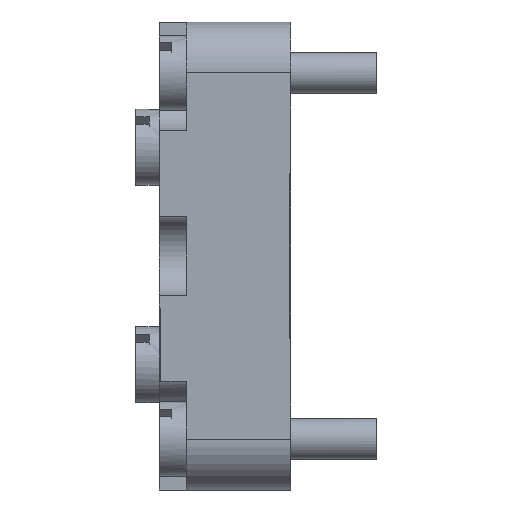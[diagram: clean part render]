
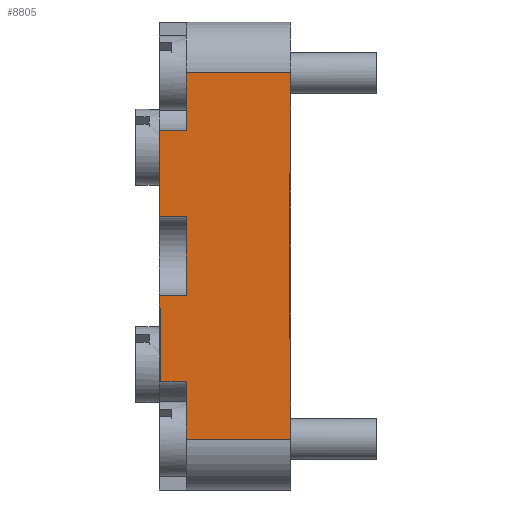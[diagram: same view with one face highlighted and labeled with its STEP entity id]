
A CAD part, left-side view. The second image highlights one B-rep face of the part: STEP entity #8805.
In plain terms, the highlighted free-form (B-spline) face has degree [1, 1] with [2, 2] control points.
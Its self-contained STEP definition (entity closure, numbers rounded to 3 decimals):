
#8161=CARTESIAN_POINT('V89',(-32.25,0.1,
   -6.1));
#8162=VERTEX_POINT('V89',#8161);
#8168=CARTESIAN_POINT('V106',(-32.25,0.,
   -6.1));
#8169=VERTEX_POINT('V106',#8168);
#8170=CARTESIAN_POINT('E134',(-32.25,0.,
   -6.1));
#8171=CARTESIAN_POINT('E134',(-32.25,0.1,
   -6.1));
#8172=QUASI_UNIFORM_CURVE('E134',1,(#8170,#8171),.POLYLINE_FORM.,.F.,
   .U.);
#8173=EDGE_CURVE('E134',#8169,#8162,#8172,.T.);
#8189=CARTESIAN_POINT('V105',(-32.25,0.,
   -13.5));
#8190=VERTEX_POINT('V105',#8189);
#8191=CARTESIAN_POINT('E133',(-32.25,0.,
   -6.1));
#8192=CARTESIAN_POINT('E133',(-32.25,0.,
   -13.5));
#8193=B_SPLINE_CURVE_WITH_KNOTS('E133',1,(#8191,#8192),
   .POLYLINE_FORM.,.F.,.U.,(2,2),(0.726,1.0),
   .UNSPECIFIED.);
#8194=EDGE_CURVE('E133',#8169,#8190,#8193,.T.);
#8268=CARTESIAN_POINT('V104',(-32.25,7.7,
   -13.5));
#8269=VERTEX_POINT('V104',#8268);
#8291=CARTESIAN_POINT('E132',(-32.25,0.,
   -13.5));
#8292=CARTESIAN_POINT('E132',(-32.25,7.7,
   -13.5));
#8293=B_SPLINE_CURVE_WITH_KNOTS('E132',1,(#8291,#8292),
   .POLYLINE_FORM.,.F.,.U.,(2,2),(0.0,0.794),
   .UNSPECIFIED.);
#8294=EDGE_CURVE('E132',#8190,#8269,#8293,.T.);
#8304=CARTESIAN_POINT('V98',(-32.25,7.7,
   -2.9));
#8305=VERTEX_POINT('V98',#8304);
#8306=CARTESIAN_POINT('V97',(-32.25,7.7,
   2.9));
#8307=VERTEX_POINT('V97',#8306);
#8323=CARTESIAN_POINT('E125',(-32.25,7.7,
   2.9));
#8324=CARTESIAN_POINT('E125',(-32.25,7.7,
   -2.9));
#8325=QUASI_UNIFORM_CURVE('E125',1,(#8323,#8324),.POLYLINE_FORM.,.F.,
   .U.);
#8326=EDGE_CURVE('E125',#8307,#8305,#8325,.T.);
#8349=CARTESIAN_POINT('V99',(-32.25,9.7,
   -2.9));
#8350=VERTEX_POINT('V99',#8349);
#8351=CARTESIAN_POINT('E126',(-32.25,7.7,
   -2.9));
#8352=CARTESIAN_POINT('E126',(-32.25,9.7,
   -2.9));
#8353=QUASI_UNIFORM_CURVE('E126',1,(#8351,#8352),.POLYLINE_FORM.,.F.,
   .U.);
#8354=EDGE_CURVE('E126',#8305,#8350,#8353,.T.);
#8357=CARTESIAN_POINT('V96',(-32.25,9.7,
   2.9));
#8358=VERTEX_POINT('V96',#8357);
#8359=CARTESIAN_POINT('E124',(-32.25,9.7,
   2.9));
#8360=CARTESIAN_POINT('E124',(-32.25,7.7,
   2.9));
#8361=QUASI_UNIFORM_CURVE('E124',1,(#8359,#8360),.POLYLINE_FORM.,.F.,
   .U.);
#8362=EDGE_CURVE('E124',#8358,#8307,#8361,.T.);
#8617=CARTESIAN_POINT('V93',(-32.25,7.7,
   13.5));
#8618=VERTEX_POINT('V93',#8617);
#8619=CARTESIAN_POINT('V94',(-32.25,7.7,
   9.25));
#8620=VERTEX_POINT('V94',#8619);
#8621=CARTESIAN_POINT('E121',(-32.25,7.7,
   13.5));
#8622=CARTESIAN_POINT('E121',(-32.25,7.7,
   9.25));
#8623=QUASI_UNIFORM_CURVE('E121',1,(#8621,#8622),.POLYLINE_FORM.,.F.,
   .U.);
#8624=EDGE_CURVE('E121',#8618,#8620,#8623,.T.);
#8696=CARTESIAN_POINT('V92',(-32.25,0.,
   13.5));
#8697=VERTEX_POINT('V92',#8696);
#8698=CARTESIAN_POINT('E120',(-32.25,0.,
   13.5));
#8699=CARTESIAN_POINT('E120',(-32.25,7.7,
   13.5));
#8700=B_SPLINE_CURVE_WITH_KNOTS('E120',1,(#8698,#8699),
   .POLYLINE_FORM.,.F.,.U.,(2,2),(0.0,0.794),
   .UNSPECIFIED.);
#8701=EDGE_CURVE('E120',#8697,#8618,#8700,.T.);
#8726=CARTESIAN_POINT('F34',(-32.25,9.7,
   13.5));
#8727=CARTESIAN_POINT('F34',(-32.25,9.7,
   -13.5));
#8728=CARTESIAN_POINT('F34',(-32.25,0.,
   13.5));
#8729=CARTESIAN_POINT('F34',(-32.25,0.,
   -13.5));
#8730=B_SPLINE_SURFACE_WITH_KNOTS('F34',1,1,((#8726,#8728),(#8727,
   #8729)),.PLANE_SURF.,.F.,.F.,.U.,(2,2),(2,2),(0.0,
   2.784),(0.0,1.0),.UNSPECIFIED.);
#8731=CARTESIAN_POINT('V90',(-32.25,0.1,
   6.1));
#8732=VERTEX_POINT('V90',#8731);
#8733=CARTESIAN_POINT('E117',(-32.25,0.1,
   -6.1));
#8734=CARTESIAN_POINT('E117',(-32.25,0.1,
   6.1));
#8735=B_SPLINE_CURVE_WITH_KNOTS('E117',1,(#8733,#8734),
   .POLYLINE_FORM.,.F.,.U.,(2,2),(0.0,122.0),.UNSPECIFIED.);
#8736=EDGE_CURVE('E117',#8162,#8732,#8735,.T.);
#8737=ORIENTED_EDGE('E117',*,*,#8736,.T.);
#8738=CARTESIAN_POINT('V91',(-32.25,0.,
   6.1));
#8739=VERTEX_POINT('V91',#8738);
#8740=CARTESIAN_POINT('E118',(-32.25,0.1,
   6.1));
#8741=CARTESIAN_POINT('E118',(-32.25,0.,
   6.1));
#8742=QUASI_UNIFORM_CURVE('E118',1,(#8740,#8741),.POLYLINE_FORM.,.F.,
   .U.);
#8743=EDGE_CURVE('E118',#8732,#8739,#8742,.T.);
#8744=ORIENTED_EDGE('E118',*,*,#8743,.T.);
#8745=CARTESIAN_POINT('E119',(-32.25,0.,
   13.5));
#8746=CARTESIAN_POINT('E119',(-32.25,0.,
   6.1));
#8747=B_SPLINE_CURVE_WITH_KNOTS('E119',1,(#8745,#8746),
   .POLYLINE_FORM.,.F.,.U.,(2,2),(0.0,0.274),
   .UNSPECIFIED.);
#8748=EDGE_CURVE('E119',#8697,#8739,#8747,.T.);
#8749=ORIENTED_EDGE('E119',*,*,#8748,.F.);
#8750=ORIENTED_EDGE('E120',*,*,#8701,.T.);
#8751=ORIENTED_EDGE('E121',*,*,#8624,.T.);
#8752=CARTESIAN_POINT('V95',(-32.25,9.7,
   9.25));
#8753=VERTEX_POINT('V95',#8752);
#8754=CARTESIAN_POINT('E122',(-32.25,7.7,
   9.25));
#8755=CARTESIAN_POINT('E122',(-32.25,9.7,
   9.25));
#8756=QUASI_UNIFORM_CURVE('E122',1,(#8754,#8755),.POLYLINE_FORM.,.F.,
   .U.);
#8757=EDGE_CURVE('E122',#8620,#8753,#8756,.T.);
#8758=ORIENTED_EDGE('E122',*,*,#8757,.T.);
#8759=CARTESIAN_POINT('E123',(-32.25,9.7,
   2.9));
#8760=CARTESIAN_POINT('E123',(-32.25,9.7,
   9.25));
#8761=B_SPLINE_CURVE_WITH_KNOTS('E123',1,(#8759,#8760),
   .POLYLINE_FORM.,.F.,.U.,(2,2),(0.607,
   0.843),.UNSPECIFIED.);
#8762=EDGE_CURVE('E123',#8358,#8753,#8761,.T.);
#8763=ORIENTED_EDGE('E123',*,*,#8762,.F.);
#8764=ORIENTED_EDGE('E124',*,*,#8362,.T.);
#8765=ORIENTED_EDGE('F128',*,*,#8326,.T.);
#8766=ORIENTED_EDGE('E126',*,*,#8354,.T.);
#8767=CARTESIAN_POINT('V100',(-32.25,9.7,
   -3.85));
#8768=VERTEX_POINT('V100',#8767);
#8769=CARTESIAN_POINT('E127',(-32.25,9.7,
   -3.85));
#8770=CARTESIAN_POINT('E127',(-32.25,9.7,
   -2.9));
#8771=B_SPLINE_CURVE_WITH_KNOTS('E127',1,(#8769,#8770),
   .POLYLINE_FORM.,.F.,.U.,(2,2),(0.357,
   0.393),.UNSPECIFIED.);
#8772=EDGE_CURVE('E127',#8768,#8350,#8771,.T.);
#8773=ORIENTED_EDGE('E127',*,*,#8772,.F.);
#8774=CARTESIAN_POINT('V101',(-32.25,9.6,
   -3.85));
#8775=VERTEX_POINT('V101',#8774);
#8776=CARTESIAN_POINT('E128',(-32.25,9.7,
   -3.85));
#8777=CARTESIAN_POINT('E128',(-32.25,9.6,
   -3.85));
#8778=QUASI_UNIFORM_CURVE('E128',1,(#8776,#8777),.POLYLINE_FORM.,.F.,
   .U.);
#8779=EDGE_CURVE('E128',#8768,#8775,#8778,.T.);
#8780=ORIENTED_EDGE('E128',*,*,#8779,.T.);
#8781=CARTESIAN_POINT('V102',(-32.25,9.6,
   -9.25));
#8782=VERTEX_POINT('V102',#8781);
#8783=CARTESIAN_POINT('E129',(-32.25,9.6,
   -3.85));
#8784=CARTESIAN_POINT('E129',(-32.25,9.6,
   -9.25));
#8785=B_SPLINE_CURVE_WITH_KNOTS('E129',1,(#8783,#8784),
   .POLYLINE_FORM.,.F.,.U.,(2,2),(1.,55.0),
   .UNSPECIFIED.);
#8786=EDGE_CURVE('E129',#8775,#8782,#8785,.T.);
#8787=ORIENTED_EDGE('E129',*,*,#8786,.T.);
#8788=CARTESIAN_POINT('V103',(-32.25,7.7,
   -9.25));
#8789=VERTEX_POINT('V103',#8788);
#8790=CARTESIAN_POINT('E130',(-32.25,9.6,
   -9.25));
#8791=CARTESIAN_POINT('E130',(-32.25,7.7,
   -9.25));
#8792=B_SPLINE_CURVE_WITH_KNOTS('E130',1,(#8790,#8791),
   .POLYLINE_FORM.,.F.,.U.,(2,2),(0.05,1.0),
   .UNSPECIFIED.);
#8793=EDGE_CURVE('E130',#8782,#8789,#8792,.T.);
#8794=ORIENTED_EDGE('E130',*,*,#8793,.T.);
#8795=CARTESIAN_POINT('E131',(-32.25,7.7,
   -9.25));
#8796=CARTESIAN_POINT('E131',(-32.25,7.7,
   -13.5));
#8797=QUASI_UNIFORM_CURVE('E131',1,(#8795,#8796),.POLYLINE_FORM.,.F.,
   .U.);
#8798=EDGE_CURVE('E131',#8789,#8269,#8797,.T.);
#8799=ORIENTED_EDGE('E131',*,*,#8798,.T.);
#8800=ORIENTED_EDGE('F132',*,*,#8294,.F.);
#8801=ORIENTED_EDGE('E133',*,*,#8194,.F.);
#8802=ORIENTED_EDGE('E134',*,*,#8173,.T.);
#8803=EDGE_LOOP('F34',(#8737,#8744,#8749,#8750,#8751,#8758,#8763,
   #8764,#8765,#8766,#8773,#8780,#8787,#8794,#8799,#8800,#8801,#8802)
   );
#8804=FACE_OUTER_BOUND('F34',#8803,.T.);
#8805=ADVANCED_FACE('F34',(#8804),#8730,.T.);
